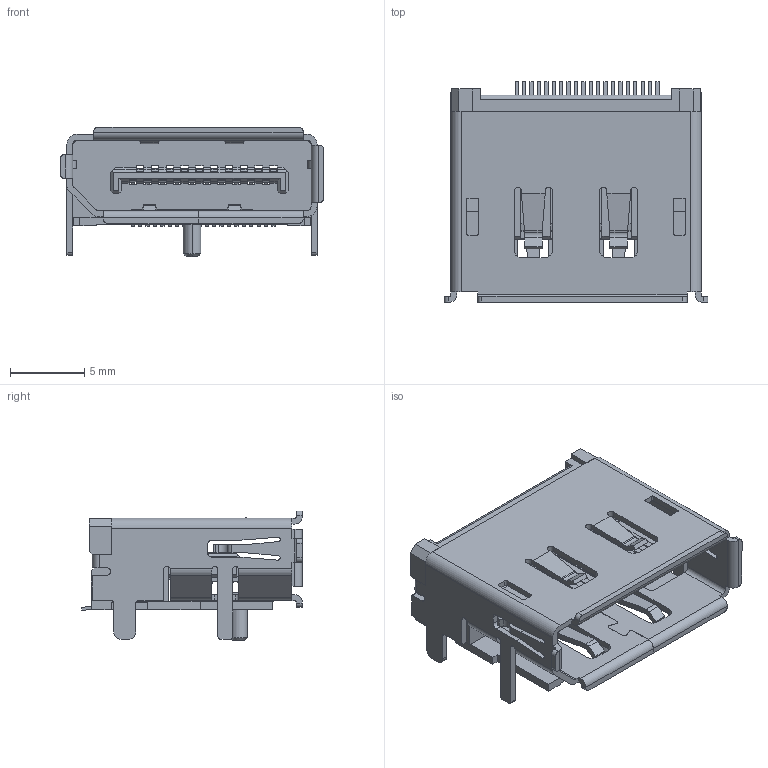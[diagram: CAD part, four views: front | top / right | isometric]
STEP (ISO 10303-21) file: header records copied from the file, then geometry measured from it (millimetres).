
FILE_DESCRIPTION (( 'STEP AP214' ), '1' );
FILE_NAME ('CONN-SMD_472720001.step', '2022-08-01T04:30:04', ( '' ), ( '' ), 'SwSTEP 2.0', 'SolidWorks 2020', '' );
FILE_SCHEMA (( 'AUTOMOTIVE_DESIGN' ));
Length unit declared in the file: millimetre
Products named in the file (1): CONN-SMD_472720001
Bounding box: 17.82 x 14.89 x 8.75 mm (x, y, z)
Volume: 645.9 mm3; surface area: 2317 mm2
Topology: 35 solids, 35 shells, 1459 faces, 4197 edges, 2793 vertices
Faces by surface type: plane 1080, cylinder 265, bspline 112, cone 2
Entity records: 64494 total; most frequent: CARTESIAN_POINT 10602, ORIENTED_EDGE 8394, DIRECTION 7174, EDGE_CURVE 4197, VECTOR 3428, LINE 3428, VERTEX_POINT 2793, AXIS2_PLACEMENT_3D 1873
